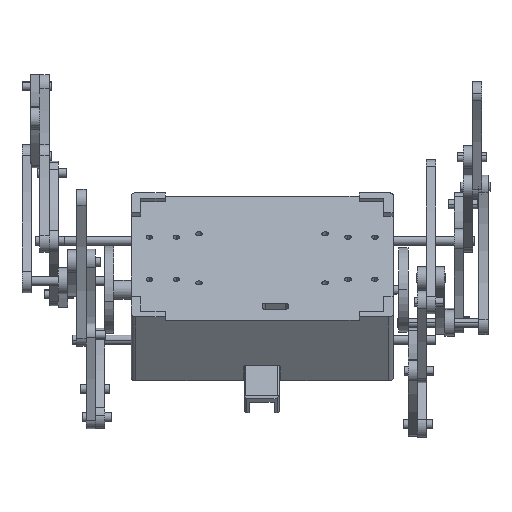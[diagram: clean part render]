
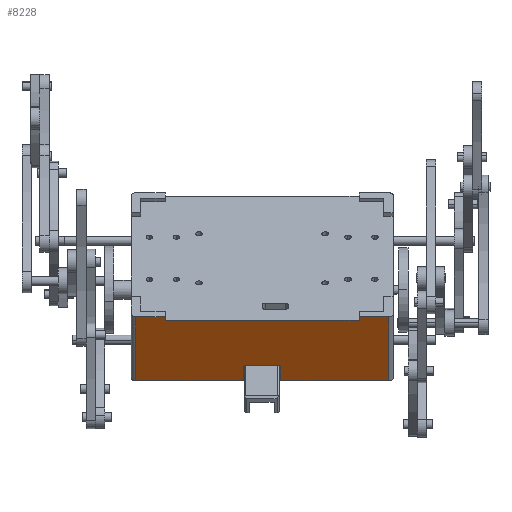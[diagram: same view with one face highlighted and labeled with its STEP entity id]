
A CAD part, front view. The second image highlights one B-rep face of the part: STEP entity #8228.
In plain terms, the highlighted face is planar.
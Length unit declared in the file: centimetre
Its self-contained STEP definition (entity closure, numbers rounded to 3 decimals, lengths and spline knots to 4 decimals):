
#62=DIRECTION('',(1.,0.,0.));
#63=VECTOR('',#62,133.1989);
#64=CARTESIAN_POINT('',(-66.5995,0.,-72.));
#65=LINE('',#64,#63);
#879=DIRECTION('',(1.,0.,0.));
#880=VECTOR('',#879,73.5);
#881=CARTESIAN_POINT('',(13.5,51.5,-72.));
#882=LINE('',#881,#880);
#915=DIRECTION('',(1.,0.,0.));
#916=VECTOR('',#915,73.5);
#917=CARTESIAN_POINT('',(-87.,51.5,-72.));
#918=LINE('',#917,#916);
#1060=CARTESIAN_POINT('',(13.5,50.5,-72.));
#1061=DIRECTION('',(0.,0.,-1.));
#1062=DIRECTION('',(-1.,0.,0.));
#1063=AXIS2_PLACEMENT_3D('',#1060,#1061,#1062);
#1065=DIRECTION('',(0.,-1.,0.));
#1066=VECTOR('',#1065,11.);
#1067=CARTESIAN_POINT('',(12.5,50.5,-72.));
#1068=LINE('',#1067,#1066);
#1069=DIRECTION('',(1.,0.,0.));
#1070=VECTOR('',#1069,23.);
#1071=CARTESIAN_POINT('',(-11.5,38.5,-72.));
#1072=LINE('',#1071,#1070);
#1073=DIRECTION('',(0.,-1.,0.));
#1074=VECTOR('',#1073,11.);
#1075=CARTESIAN_POINT('',(-12.5,50.5,-72.));
#1076=LINE('',#1075,#1074);
#1077=CARTESIAN_POINT('',(-13.5,50.5,-72.));
#1078=DIRECTION('',(0.,0.,-1.));
#1079=DIRECTION('',(0.,1.,0.));
#1080=AXIS2_PLACEMENT_3D('',#1077,#1078,#1079);
#1082=DIRECTION('',(0.,1.,0.));
#1083=VECTOR('',#1082,54.5);
#1084=CARTESIAN_POINT('',(-87.,-3.,-72.));
#1085=LINE('',#1084,#1083);
#1086=DIRECTION('',(0.,-1.,0.));
#1087=VECTOR('',#1086,3.);
#1088=CARTESIAN_POINT('',(66.5995,0.,-72.));
#1089=LINE('',#1088,#1087);
#1090=DIRECTION('',(0.,-1.,0.));
#1091=VECTOR('',#1090,54.5);
#1092=CARTESIAN_POINT('',(87.,51.5,-72.));
#1093=LINE('',#1092,#1091);
#1107=CARTESIAN_POINT('',(11.5,39.5,-72.));
#1108=DIRECTION('',(0.,0.,1.));
#1109=DIRECTION('',(0.,-1.,0.));
#1110=AXIS2_PLACEMENT_3D('',#1107,#1108,#1109);
#1125=CARTESIAN_POINT('',(-11.5,39.5,-72.));
#1126=DIRECTION('',(0.,0.,1.));
#1127=DIRECTION('',(-1.,0.,0.));
#1128=AXIS2_PLACEMENT_3D('',#1125,#1126,#1127);
#1143=DIRECTION('',(1.,0.,0.));
#1144=VECTOR('',#1143,20.4005);
#1145=CARTESIAN_POINT('',(66.5995,-3.,-72.));
#1146=LINE('',#1145,#1144);
#1250=DIRECTION('',(1.,0.,0.));
#1251=VECTOR('',#1250,20.4005);
#1252=CARTESIAN_POINT('',(-87.,-3.,-72.));
#1253=LINE('',#1252,#1251);
#5090=DIRECTION('',(0.,-1.,0.));
#5091=VECTOR('',#5090,3.);
#5092=CARTESIAN_POINT('',(-66.5995,0.,-72.));
#5093=LINE('',#5092,#5091);
#5550=CARTESIAN_POINT('',(66.5995,-3.,-72.));
#5551=VERTEX_POINT('',#5550);
#5552=CARTESIAN_POINT('',(-66.5995,-3.,-72.));
#5554=VERTEX_POINT('',#5552);
#5590=CARTESIAN_POINT('',(66.5995,0.,-72.));
#5591=VERTEX_POINT('',#5590);
#5592=CARTESIAN_POINT('',(-66.5995,0.,-72.));
#5594=VERTEX_POINT('',#5592);
#5666=CARTESIAN_POINT('',(87.,-3.,-72.));
#5668=VERTEX_POINT('',#5666);
#5672=CARTESIAN_POINT('',(87.,51.5,-72.));
#5673=VERTEX_POINT('',#5672);
#5690=CARTESIAN_POINT('',(-87.,51.5,-72.));
#5692=VERTEX_POINT('',#5690);
#5696=CARTESIAN_POINT('',(-87.,-3.,-72.));
#5697=VERTEX_POINT('',#5696);
#5699=CARTESIAN_POINT('',(-11.5,38.5,-72.));
#5701=VERTEX_POINT('',#5699);
#5703=CARTESIAN_POINT('',(-12.5,39.5,-72.));
#5705=VERTEX_POINT('',#5703);
#5707=CARTESIAN_POINT('',(12.5,39.5,-72.));
#5709=VERTEX_POINT('',#5707);
#5711=CARTESIAN_POINT('',(11.5,38.5,-72.));
#5713=VERTEX_POINT('',#5711);
#5718=CARTESIAN_POINT('',(12.5,50.5,-72.));
#5719=VERTEX_POINT('',#5718);
#5720=CARTESIAN_POINT('',(13.5,51.5,-72.));
#5721=VERTEX_POINT('',#5720);
#5722=CARTESIAN_POINT('',(-13.5,51.5,-72.));
#5723=CARTESIAN_POINT('',(-12.5,50.5,-72.));
#5724=VERTEX_POINT('',#5722);
#5725=VERTEX_POINT('',#5723);
#8194=CARTESIAN_POINT('',(0.,0.,-72.));
#8195=DIRECTION('',(0.,0.,-1.));
#8196=DIRECTION('',(-1.,0.,0.));
#8197=AXIS2_PLACEMENT_3D('',#8194,#8195,#8196);
#8198=PLANE('',#8197);
#8199=ORIENTED_EDGE('',*,*,#7981,.F.);
#8201=ORIENTED_EDGE('',*,*,#8200,.T.);
#8203=ORIENTED_EDGE('',*,*,#8202,.F.);
#8205=ORIENTED_EDGE('',*,*,#8204,.F.);
#8207=ORIENTED_EDGE('',*,*,#8206,.F.);
#8209=ORIENTED_EDGE('',*,*,#8208,.F.);
#8210=ORIENTED_EDGE('',*,*,#8185,.F.);
#8211=ORIENTED_EDGE('',*,*,#7958,.F.);
#8213=ORIENTED_EDGE('',*,*,#8212,.F.);
#8215=ORIENTED_EDGE('',*,*,#8214,.T.);
#8217=ORIENTED_EDGE('',*,*,#8216,.F.);
#8218=ORIENTED_EDGE('',*,*,#7083,.T.);
#8220=ORIENTED_EDGE('',*,*,#8219,.T.);
#8222=ORIENTED_EDGE('',*,*,#8221,.T.);
#8224=ORIENTED_EDGE('',*,*,#8223,.F.);
#8225=ORIENTED_EDGE('',*,*,#7944,.F.);
#8226=EDGE_LOOP('',(#8199,#8201,#8203,#8205,#8207,#8209,#8210,#8211,#8213,#8215,
#8217,#8218,#8220,#8222,#8224,#8225));
#8227=FACE_OUTER_BOUND('',#8226,.F.);
#8228=ADVANCED_FACE('',(#8227),#8198,.T.);
#1064=CIRCLE('',#1063,1.);
#1081=CIRCLE('',#1080,1.);
#1111=CIRCLE('',#1110,1.);
#1129=CIRCLE('',#1128,1.);
#7083=EDGE_CURVE('',#5594,#5591,#65,.T.);
#7944=EDGE_CURVE('',#5721,#5673,#882,.T.);
#7958=EDGE_CURVE('',#5692,#5724,#918,.T.);
#7981=EDGE_CURVE('',#5719,#5721,#1064,.T.);
#8185=EDGE_CURVE('',#5724,#5725,#1081,.T.);
#8200=EDGE_CURVE('',#5719,#5709,#1068,.T.);
#8202=EDGE_CURVE('',#5713,#5709,#1111,.T.);
#8204=EDGE_CURVE('',#5701,#5713,#1072,.T.);
#8206=EDGE_CURVE('',#5705,#5701,#1129,.T.);
#8208=EDGE_CURVE('',#5725,#5705,#1076,.T.);
#8212=EDGE_CURVE('',#5697,#5692,#1085,.T.);
#8214=EDGE_CURVE('',#5697,#5554,#1253,.T.);
#8216=EDGE_CURVE('',#5594,#5554,#5093,.T.);
#8219=EDGE_CURVE('',#5591,#5551,#1089,.T.);
#8221=EDGE_CURVE('',#5551,#5668,#1146,.T.);
#8223=EDGE_CURVE('',#5673,#5668,#1093,.T.);
